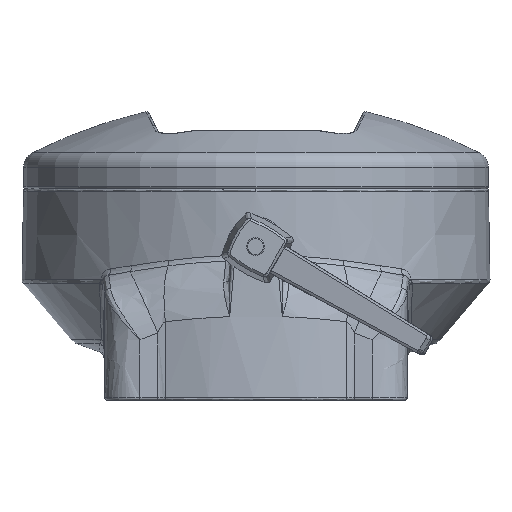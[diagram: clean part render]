
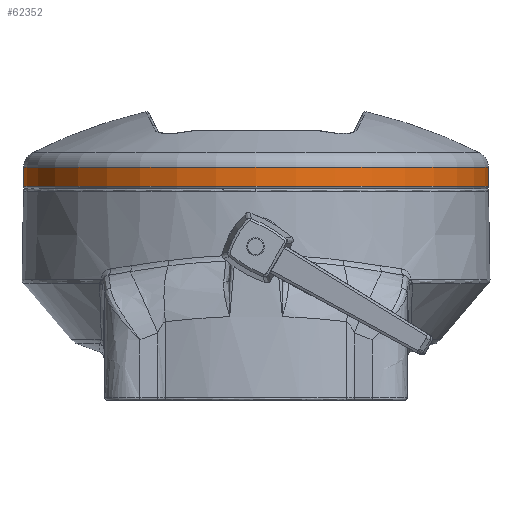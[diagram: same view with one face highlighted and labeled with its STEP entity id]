
A CAD part, front view. The second image highlights one B-rep face of the part: STEP entity #62352.
In plain terms, the highlighted cylindrical face has radius 50 mm (diameter 100 mm), a partial arc.
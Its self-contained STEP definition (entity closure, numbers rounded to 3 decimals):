
#4007 = DIRECTION ( 'NONE',  ( -1., 0., 0. ) ) ;
#4524 = CARTESIAN_POINT ( 'NONE',  ( -40.207, 1.955, 132.609 ) ) ;
#11014 = AXIS2_PLACEMENT_3D ( 'NONE', #35654, #99831, #4007 ) ;
#24483 = CARTESIAN_POINT ( 'NONE',  ( 9.793, 1.955, 136.714 ) ) ;
#24634 = EDGE_CURVE ( 'NONE', #39281, #99148, #38222, .T. ) ;
#26873 = AXIS2_PLACEMENT_3D ( 'NONE', #31651, #79752, #94782 ) ;
#28309 = VECTOR ( 'NONE', #93931, 1000. ) ;
#29832 = CARTESIAN_POINT ( 'NONE',  ( 9.793, 1.955, 132.609 ) ) ;
#31651 = CARTESIAN_POINT ( 'NONE',  ( -40.207, 1.955, 136.714 ) ) ;
#32987 = CIRCLE ( 'NONE', #84320, 50. ) ;
#35654 = CARTESIAN_POINT ( 'NONE',  ( -40.207, 1.955, 158.109 ) ) ;
#38222 = LINE ( 'NONE', #45753, #28309 ) ;
#38910 = LINE ( 'NONE', #86666, #99981 ) ;
#39281 = VERTEX_POINT ( 'NONE', #24483 ) ;
#44592 = ORIENTED_EDGE ( 'NONE', *, *, #97962, .T. ) ;
#45753 = CARTESIAN_POINT ( 'NONE',  ( 9.793, 1.955, 158.109 ) ) ;
#46078 = CARTESIAN_POINT ( 'NONE',  ( -90.207, 1.955, 132.609 ) ) ;
#51988 = EDGE_CURVE ( 'NONE', #62613, #88157, #38910, .T. ) ;
#53020 = ORIENTED_EDGE ( 'NONE', *, *, #24634, .F. ) ;
#53253 = DIRECTION ( 'NONE',  ( 0., 0., 1. ) ) ;
#60222 = DIRECTION ( 'NONE',  ( 1., 0., 0. ) ) ;
#62352 = ADVANCED_FACE ( 'NONE', ( #95436 ), #87921, .T. ) ;
#62613 = VERTEX_POINT ( 'NONE', #72605 ) ;
#64922 = EDGE_LOOP ( 'NONE', ( #53020, #91504, #73469, #44592 ) ) ;
#70118 = CIRCLE ( 'NONE', #26873, 50. ) ;
#72605 = CARTESIAN_POINT ( 'NONE',  ( -90.207, 1.955, 136.714 ) ) ;
#73469 = ORIENTED_EDGE ( 'NONE', *, *, #51988, .T. ) ;
#79752 = DIRECTION ( 'NONE',  ( 0., 0., -1. ) ) ;
#84320 = AXIS2_PLACEMENT_3D ( 'NONE', #4524, #53253, #60222 ) ;
#85634 = DIRECTION ( 'NONE',  ( 0., 0., -1. ) ) ;
#86666 = CARTESIAN_POINT ( 'NONE',  ( -90.207, 1.955, 158.109 ) ) ;
#87921 = CYLINDRICAL_SURFACE ( 'NONE', #11014, 50. ) ;
#88157 = VERTEX_POINT ( 'NONE', #46078 ) ;
#88565 = EDGE_CURVE ( 'NONE', #39281, #62613, #70118, .T. ) ;
#91504 = ORIENTED_EDGE ( 'NONE', *, *, #88565, .T. ) ;
#93931 = DIRECTION ( 'NONE',  ( 0., 0., -1. ) ) ;
#94782 = DIRECTION ( 'NONE',  ( -1., 0., 0. ) ) ;
#95436 = FACE_OUTER_BOUND ( 'NONE', #64922, .T. ) ;
#97962 = EDGE_CURVE ( 'NONE', #88157, #99148, #32987, .T. ) ;
#99148 = VERTEX_POINT ( 'NONE', #29832 ) ;
#99831 = DIRECTION ( 'NONE',  ( 0., 0., -1. ) ) ;
#99981 = VECTOR ( 'NONE', #85634, 1000. ) ;
